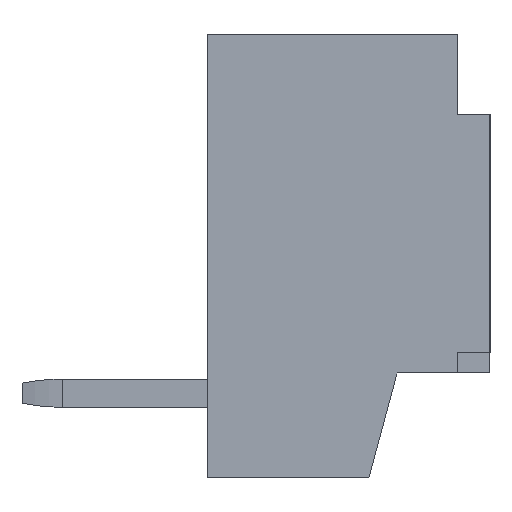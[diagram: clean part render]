
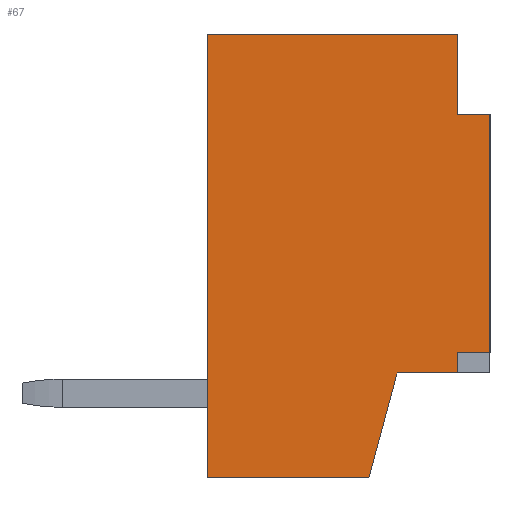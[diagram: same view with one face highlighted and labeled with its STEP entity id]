
A CAD part, left-side view. The second image highlights one B-rep face of the part: STEP entity #67.
In plain terms, the highlighted planar face has unit normal (-1, 0, 0).
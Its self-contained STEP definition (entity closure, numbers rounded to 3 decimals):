
#67=ADVANCED_FACE('',(#295),#296,.T.);
#295=FACE_OUTER_BOUND('',#740,.T.);
#296=PLANE('',#741);
#740=EDGE_LOOP('',(#2285,#2286,#2287,#2288,#2289,#2290,#2291,#2292,#2293,#2294));
#741=AXIS2_PLACEMENT_3D('',#2295,#2296,#2297);
#2285=ORIENTED_EDGE('',*,*,#3944,.F.);
#2286=ORIENTED_EDGE('',*,*,#3945,.T.);
#2287=ORIENTED_EDGE('',*,*,#3946,.T.);
#2288=ORIENTED_EDGE('',*,*,#3947,.F.);
#2289=ORIENTED_EDGE('',*,*,#3948,.F.);
#2290=ORIENTED_EDGE('',*,*,#3949,.F.);
#2291=ORIENTED_EDGE('',*,*,#3930,.T.);
#2292=ORIENTED_EDGE('',*,*,#3940,.T.);
#2293=ORIENTED_EDGE('',*,*,#3950,.F.);
#2294=ORIENTED_EDGE('',*,*,#3951,.T.);
#2295=CARTESIAN_POINT('',(-4.0,1.75,-2.75));
#2296=DIRECTION('',(-1.0,0.0,0.0));
#2297=DIRECTION('',(0.0,0.0,1.0));
#3930=EDGE_CURVE('',#4532,#4533,#4534,.T.);
#3940=EDGE_CURVE('',#4533,#4550,#4552,.T.);
#3944=EDGE_CURVE('',#4558,#4559,#4560,.T.);
#3945=EDGE_CURVE('',#4558,#4561,#4562,.T.);
#3946=EDGE_CURVE('',#4561,#4563,#4564,.T.);
#3947=EDGE_CURVE('',#4565,#4563,#4566,.T.);
#3948=EDGE_CURVE('',#4567,#4565,#4568,.T.);
#3949=EDGE_CURVE('',#4532,#4567,#4569,.T.);
#3950=EDGE_CURVE('',#4570,#4550,#4571,.T.);
#3951=EDGE_CURVE('',#4570,#4559,#4572,.T.);
#4532=VERTEX_POINT('',#5470);
#4533=VERTEX_POINT('',#5471);
#4534=LINE('',#5472,#5473);
#4550=VERTEX_POINT('',#5497);
#4552=LINE('',#5500,#5501);
#4558=VERTEX_POINT('',#5510);
#4559=VERTEX_POINT('',#5511);
#4560=LINE('',#5512,#5513);
#4561=VERTEX_POINT('',#5514);
#4562=LINE('',#5515,#5516);
#4563=VERTEX_POINT('',#5517);
#4564=LINE('',#5518,#5519);
#4565=VERTEX_POINT('',#5520);
#4566=LINE('',#5521,#5522);
#4567=VERTEX_POINT('',#5523);
#4568=LINE('',#5524,#5525);
#4569=LINE('',#5526,#5527);
#4570=VERTEX_POINT('',#5528);
#4571=LINE('',#5529,#5530);
#4572=LINE('',#5531,#5532);
#5470=CARTESIAN_POINT('',(-4.0,1.75,-2.75));
#5471=CARTESIAN_POINT('',(-4.0,-0.25,-2.75));
#5472=CARTESIAN_POINT('',(-4.0,1.75,-2.75));
#5473=VECTOR('',#7060,2.0);
#5497=CARTESIAN_POINT('',(-4.0,-0.598,-1.45));
#5500=CARTESIAN_POINT('',(-4.0,-0.25,-2.75));
#5501=VECTOR('',#7070,1.346);
#5510=CARTESIAN_POINT('',(-4.0,-1.75,-1.2));
#5511=CARTESIAN_POINT('',(-4.0,-1.35,-1.2));
#5512=CARTESIAN_POINT('',(-4.0,-1.75,-1.2));
#5513=VECTOR('',#7074,0.4);
#5514=CARTESIAN_POINT('',(-4.0,-1.75,1.75));
#5515=CARTESIAN_POINT('',(-4.0,-1.75,-1.2));
#5516=VECTOR('',#7075,2.95);
#5517=CARTESIAN_POINT('',(-4.0,-1.35,1.75));
#5518=CARTESIAN_POINT('',(-4.0,-1.75,1.75));
#5519=VECTOR('',#7076,0.4);
#5520=CARTESIAN_POINT('',(-4.0,-1.35,2.75));
#5521=CARTESIAN_POINT('',(-4.0,-1.35,2.75));
#5522=VECTOR('',#7077,1.0);
#5523=CARTESIAN_POINT('',(-4.0,1.75,2.75));
#5524=CARTESIAN_POINT('',(-4.0,1.75,2.75));
#5525=VECTOR('',#7078,3.1);
#5526=CARTESIAN_POINT('',(-4.0,1.75,-2.75));
#5527=VECTOR('',#7079,5.5);
#5528=CARTESIAN_POINT('',(-4.0,-1.35,-1.45));
#5529=CARTESIAN_POINT('',(-4.0,-1.35,-1.45));
#5530=VECTOR('',#7080,0.752);
#5531=CARTESIAN_POINT('',(-4.0,-1.35,-1.45));
#5532=VECTOR('',#7081,0.25);
#7060=DIRECTION('',(0.0,-1.0,0.0));
#7070=DIRECTION('',(0.0,-0.259,0.966));
#7074=DIRECTION('',(0.0,1.0,0.0));
#7075=DIRECTION('',(0.0,0.0,1.0));
#7076=DIRECTION('',(0.0,1.0,0.0));
#7077=DIRECTION('',(0.0,0.0,-1.0));
#7078=DIRECTION('',(0.0,-1.0,0.0));
#7079=DIRECTION('',(0.0,0.0,1.0));
#7080=DIRECTION('',(0.0,1.0,0.0));
#7081=DIRECTION('',(0.0,0.0,1.0));
